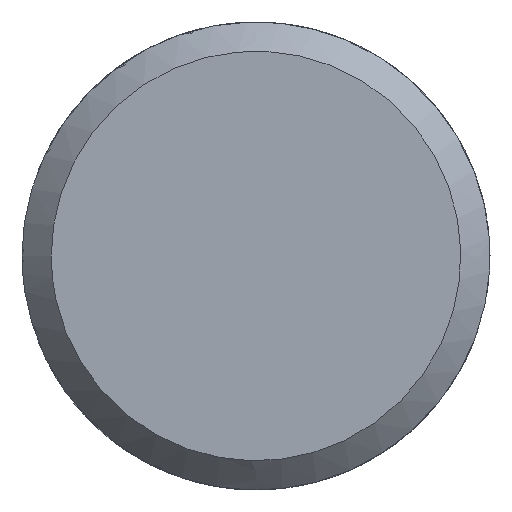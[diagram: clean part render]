
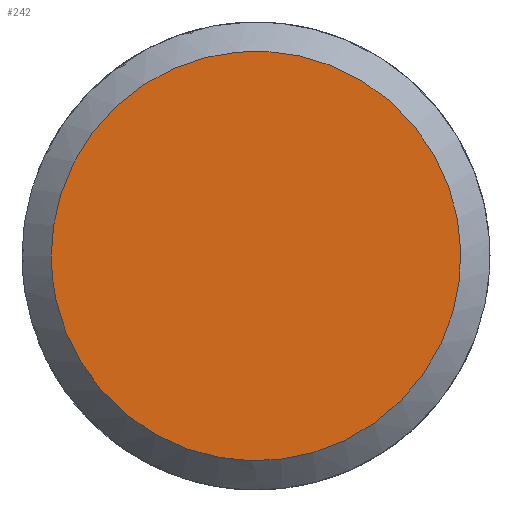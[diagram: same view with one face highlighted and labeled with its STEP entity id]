
A CAD part, left-side view. The second image highlights one B-rep face of the part: STEP entity #242.
In plain terms, the highlighted free-form (B-spline) face has degree [1, 1] with [2, 2] control points.
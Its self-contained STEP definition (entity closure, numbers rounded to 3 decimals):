
#160 = CARTESIAN_POINT ('', (-75.019, 3.5, 0.));
#161 = VERTEX_POINT ('', #160);
#182 = CARTESIAN_POINT ('', (-75.019, 3.5, 0.));
#183 = CARTESIAN_POINT ('', (-75.019, 3.5, 3.5));
#184 = CARTESIAN_POINT ('', (-75.019, 0., 3.5));
#185 = CARTESIAN_POINT ('', (-75.019, -3.5, 3.5));
#186 = CARTESIAN_POINT ('', (-75.019, -3.5, 0.));
#187 = CARTESIAN_POINT ('', (-75.019, -3.5, -3.5));
#188 = CARTESIAN_POINT ('', (-75.019, 0., -3.5));
#189 = CARTESIAN_POINT ('', (-75.019, 3.5, -3.5));
#190 = CARTESIAN_POINT ('', (-75.019, 3.5, 0.));
#191 = (
   BOUNDED_CURVE ()
   B_SPLINE_CURVE (2, (#182, #183, #184, #185, #186, #187, #188, #189, #190), .UNSPECIFIED., .T., .U.)
   B_SPLINE_CURVE_WITH_KNOTS ((3, 2, 2, 2, 3), (0., 0.25, 0.5, 0.75, 1.), .UNSPECIFIED.)
   CURVE ()
   GEOMETRIC_REPRESENTATION_ITEM ()
   RATIONAL_B_SPLINE_CURVE ((1., 0.707, 1., 0.707, 1., 0.707, 1., 0.707, 1.))
   REPRESENTATION_ITEM ('')
);
#192 = EDGE_CURVE ('', #161, #161, #191, .T.);
#234 = ORIENTED_EDGE ('', *, *, #192, .F.);
#235 = EDGE_LOOP ('', (#234));
#236 = FACE_OUTER_BOUND ('', #235, .T.);
#237 = CARTESIAN_POINT ('', (-75.019, -3.85, -3.85));
#238 = CARTESIAN_POINT ('', (-75.019, 3.85, -3.85));
#239 = CARTESIAN_POINT ('', (-75.019, -3.85, 3.85));
#240 = CARTESIAN_POINT ('', (-75.019, 3.85, 3.85));
#241 = B_SPLINE_SURFACE_WITH_KNOTS ('', 1, 1, ((#237, #238), (#239, #240)), .UNSPECIFIED., .F., .F., .U., (2, 2), (2, 2), (0., 1.), (0., 1.), .UNSPECIFIED.);
#242 = ADVANCED_FACE ('', (#236), #241, .T.);
